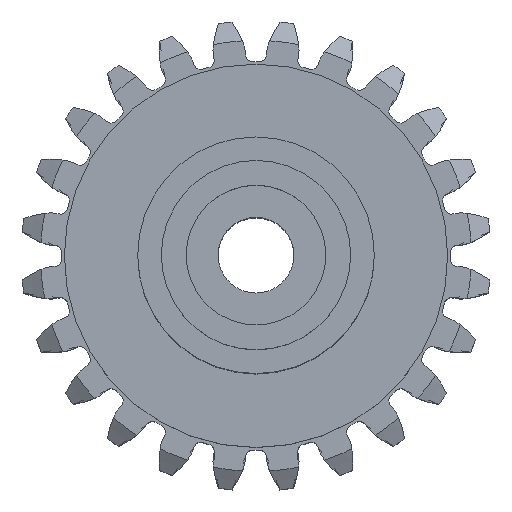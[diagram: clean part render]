
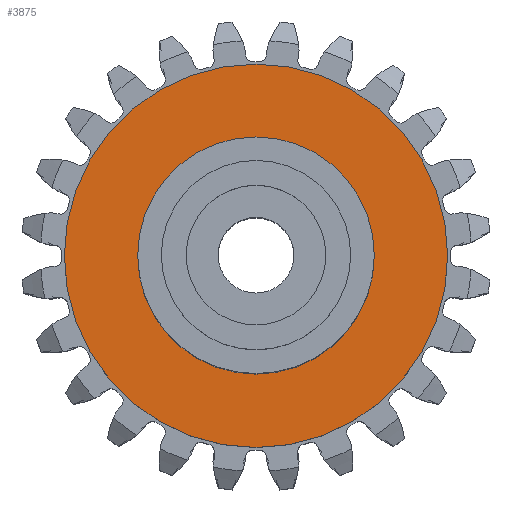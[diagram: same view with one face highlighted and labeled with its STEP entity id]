
A CAD part, top view. The second image highlights one B-rep face of the part: STEP entity #3875.
In plain terms, the highlighted planar face has unit normal (0, 0, 1).
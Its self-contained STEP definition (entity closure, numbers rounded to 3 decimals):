
#404=FACE_BOUND('',#887,.T.);
#411=CIRCLE('',#4112,8.1);
#412=CIRCLE('',#4113,5.);
#664=FACE_OUTER_BOUND('',#886,.T.);
#886=EDGE_LOOP('',(#2583));
#887=EDGE_LOOP('',(#2584));
#1518=VERTEX_POINT('',#5609);
#1519=VERTEX_POINT('',#5611);
#1943=EDGE_CURVE('',#1518,#1518,#411,.T.);
#1944=EDGE_CURVE('',#1519,#1519,#412,.T.);
#2583=ORIENTED_EDGE('',*,*,#1943,.T.);
#2584=ORIENTED_EDGE('',*,*,#1944,.F.);
#3850=PLANE('',#4111);
#3875=ADVANCED_FACE('',(#664,#404),#3850,.T.);
#4111=AXIS2_PLACEMENT_3D('',#5608,#4553,#4554);
#4112=AXIS2_PLACEMENT_3D('',#5610,#4555,#4556);
#4113=AXIS2_PLACEMENT_3D('',#5612,#4557,#4558);
#4553=DIRECTION('center_axis',(0.,0.,1.));
#4554=DIRECTION('ref_axis',(1.,0.,0.));
#4555=DIRECTION('center_axis',(0.,0.,1.));
#4556=DIRECTION('ref_axis',(1.,0.,0.));
#4557=DIRECTION('center_axis',(0.,0.,1.));
#4558=DIRECTION('ref_axis',(1.,0.,0.));
#5608=CARTESIAN_POINT('Origin',(-9924.774,3422.98,-23991.68));
#5609=CARTESIAN_POINT('',(-9916.674,3422.98,-23991.68));
#5610=CARTESIAN_POINT('Origin',(-9924.774,3422.98,-23991.68));
#5611=CARTESIAN_POINT('',(-9929.774,3422.98,-23991.68));
#5612=CARTESIAN_POINT('Origin',(-9924.774,3422.98,-23991.68));
